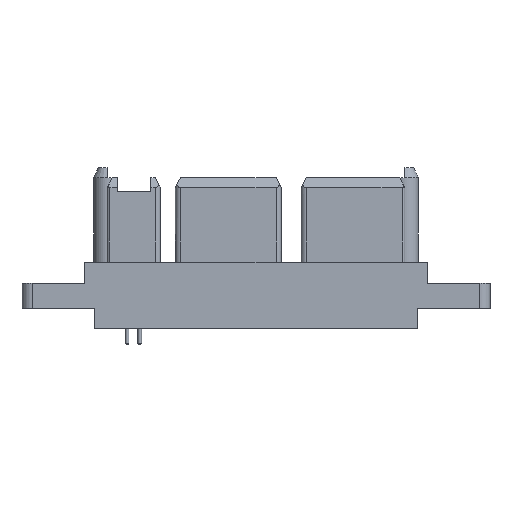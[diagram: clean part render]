
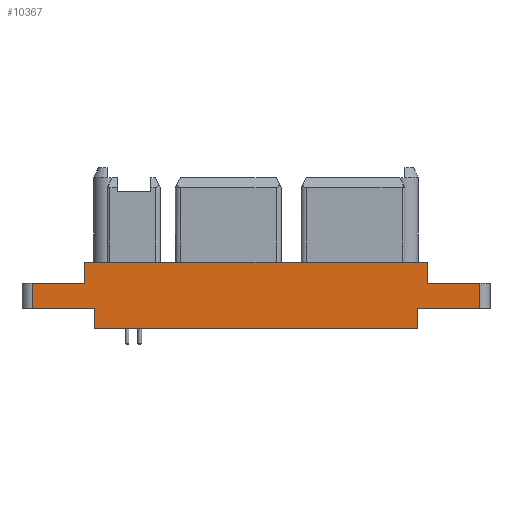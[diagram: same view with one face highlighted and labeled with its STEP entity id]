
A CAD part, top view. The second image highlights one B-rep face of the part: STEP entity #10367.
In plain terms, the highlighted planar face has unit normal (0, 0, 1).
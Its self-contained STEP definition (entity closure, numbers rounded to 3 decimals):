
#86=DIRECTION('',(1.,0.,0.));
#87=VECTOR('',#86,12.5);
#88=CARTESIAN_POINT('',(-44.5,0.,7.));
#89=LINE('',#88,#87);
#106=DIRECTION('',(1.,0.,0.));
#107=VECTOR('',#106,12.5);
#108=CARTESIAN_POINT('',(32.,0.,7.));
#109=LINE('',#108,#107);
#211=DIRECTION('',(0.,-1.,0.));
#212=VECTOR('',#211,4.);
#213=CARTESIAN_POINT('',(-32.,0.,7.));
#214=LINE('',#213,#212);
#1996=DIRECTION('',(1.,0.,0.));
#1997=VECTOR('',#1996,10.5);
#1998=CARTESIAN_POINT('',(-44.5,5.,7.));
#1999=LINE('',#1998,#1997);
#2005=DIRECTION('',(1.,0.,0.));
#2006=VECTOR('',#2005,10.5);
#2007=CARTESIAN_POINT('',(34.,5.,7.));
#2008=LINE('',#2007,#2006);
#2067=DIRECTION('',(0.,-1.,0.));
#2068=VECTOR('',#2067,5.);
#2069=CARTESIAN_POINT('',(-44.5,5.,7.));
#2070=LINE('',#2069,#2068);
#2071=DIRECTION('',(0.,1.,0.));
#2072=VECTOR('',#2071,4.2);
#2073=CARTESIAN_POINT('',(-34.,5.,7.));
#2074=LINE('',#2073,#2072);
#2075=DIRECTION('',(0.,-1.,0.));
#2076=VECTOR('',#2075,5.);
#2077=CARTESIAN_POINT('',(44.5,5.,7.));
#2078=LINE('',#2077,#2076);
#2079=DIRECTION('',(0.,-1.,0.));
#2080=VECTOR('',#2079,4.);
#2081=CARTESIAN_POINT('',(32.,0.,7.));
#2082=LINE('',#2081,#2080);
#2099=DIRECTION('',(1.,0.,0.));
#2100=VECTOR('',#2099,68.);
#2101=CARTESIAN_POINT('',(-34.,9.2,7.));
#2102=LINE('',#2101,#2100);
#2265=DIRECTION('',(0.,1.,0.));
#2266=VECTOR('',#2265,4.2);
#2267=CARTESIAN_POINT('',(34.,5.,7.));
#2268=LINE('',#2267,#2266);
#3606=DIRECTION('',(-1.,0.,0.));
#3607=VECTOR('',#3606,64.);
#3608=CARTESIAN_POINT('',(32.,-4.,7.));
#3609=LINE('',#3608,#3607);
#7334=CARTESIAN_POINT('',(-34.,9.2,7.));
#7336=VERTEX_POINT('',#7334);
#7337=CARTESIAN_POINT('',(34.,9.2,7.));
#7338=VERTEX_POINT('',#7337);
#7341=CARTESIAN_POINT('',(-34.,5.,7.));
#7343=VERTEX_POINT('',#7341);
#7345=CARTESIAN_POINT('',(34.,5.,7.));
#7347=VERTEX_POINT('',#7345);
#7560=CARTESIAN_POINT('',(32.,-4.,7.));
#7561=CARTESIAN_POINT('',(-32.,-4.,7.));
#7562=VERTEX_POINT('',#7560);
#7563=VERTEX_POINT('',#7561);
#7568=CARTESIAN_POINT('',(32.,0.,7.));
#7569=VERTEX_POINT('',#7568);
#7570=CARTESIAN_POINT('',(-32.,0.,7.));
#7571=VERTEX_POINT('',#7570);
#7576=CARTESIAN_POINT('',(-44.5,0.,7.));
#7578=VERTEX_POINT('',#7576);
#7582=CARTESIAN_POINT('',(-44.5,5.,7.));
#7583=VERTEX_POINT('',#7582);
#7593=CARTESIAN_POINT('',(44.5,0.,7.));
#7595=VERTEX_POINT('',#7593);
#7596=CARTESIAN_POINT('',(44.5,5.,7.));
#7597=VERTEX_POINT('',#7596);
#10343=CARTESIAN_POINT('',(-46.5,0.,7.));
#10344=DIRECTION('',(0.,0.,1.));
#10345=DIRECTION('',(1.,0.,0.));
#10346=AXIS2_PLACEMENT_3D('',#10343,#10344,#10345);
#10347=PLANE('',#10346);
#10348=ORIENTED_EDGE('',*,*,#10274,.F.);
#10349=ORIENTED_EDGE('',*,*,#10233,.T.);
#10351=ORIENTED_EDGE('',*,*,#10350,.T.);
#10353=ORIENTED_EDGE('',*,*,#10352,.T.);
#10355=ORIENTED_EDGE('',*,*,#10354,.F.);
#10356=ORIENTED_EDGE('',*,*,#10245,.T.);
#10358=ORIENTED_EDGE('',*,*,#10357,.T.);
#10359=ORIENTED_EDGE('',*,*,#8975,.F.);
#10360=ORIENTED_EDGE('',*,*,#9335,.T.);
#10362=ORIENTED_EDGE('',*,*,#10361,.T.);
#10363=ORIENTED_EDGE('',*,*,#9066,.F.);
#10364=ORIENTED_EDGE('',*,*,#8957,.F.);
#10365=EDGE_LOOP('',(#10348,#10349,#10351,#10353,#10355,#10356,#10358,#10359,
#10360,#10362,#10363,#10364));
#10366=FACE_OUTER_BOUND('',#10365,.F.);
#8957=EDGE_CURVE('',#7578,#7571,#89,.T.);
#8975=EDGE_CURVE('',#7569,#7595,#109,.T.);
#9066=EDGE_CURVE('',#7571,#7563,#214,.T.);
#9335=EDGE_CURVE('',#7569,#7562,#2082,.T.);
#10233=EDGE_CURVE('',#7583,#7343,#1999,.T.);
#10245=EDGE_CURVE('',#7347,#7597,#2008,.T.);
#10274=EDGE_CURVE('',#7583,#7578,#2070,.T.);
#10350=EDGE_CURVE('',#7343,#7336,#2074,.T.);
#10352=EDGE_CURVE('',#7336,#7338,#2102,.T.);
#10354=EDGE_CURVE('',#7347,#7338,#2268,.T.);
#10357=EDGE_CURVE('',#7597,#7595,#2078,.T.);
#10361=EDGE_CURVE('',#7562,#7563,#3609,.T.);
#10367=ADVANCED_FACE('',(#10366),#10347,.T.);
